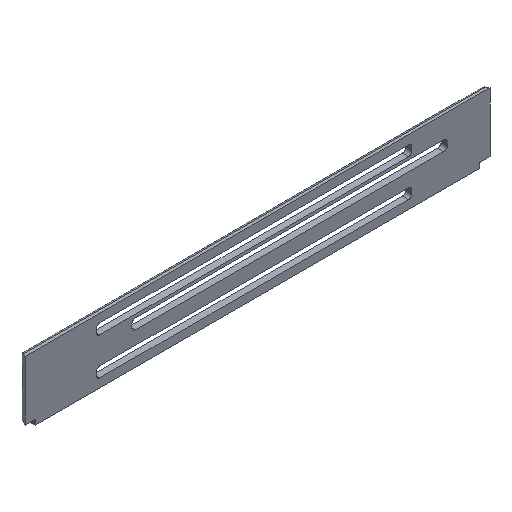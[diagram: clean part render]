
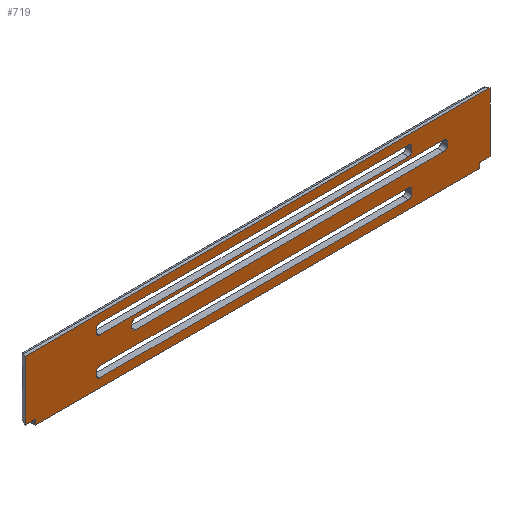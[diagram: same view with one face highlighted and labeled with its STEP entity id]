
A CAD part, isometric view. The second image highlights one B-rep face of the part: STEP entity #719.
In plain terms, the highlighted planar face has unit normal (0, -1, 0).
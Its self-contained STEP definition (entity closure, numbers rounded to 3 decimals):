
#20=FACE_BOUND('',#137,.T.);
#21=FACE_BOUND('',#138,.T.);
#22=FACE_BOUND('',#139,.T.);
#23=CIRCLE('',#737,1.);
#25=CIRCLE('',#741,1.);
#27=CIRCLE('',#745,1.);
#29=CIRCLE('',#749,1.);
#31=CIRCLE('',#753,1.);
#33=CIRCLE('',#757,1.);
#35=CIRCLE('',#761,1.);
#37=CIRCLE('',#765,1.);
#39=CIRCLE('',#769,1.);
#41=CIRCLE('',#773,1.);
#43=CIRCLE('',#777,1.);
#45=CIRCLE('',#781,1.);
#97=FACE_OUTER_BOUND('',#136,.T.);
#136=EDGE_LOOP('',(#627,#628,#629,#630,#631,#632,#633,#634));
#137=EDGE_LOOP('',(#635,#636,#637,#638,#639,#640,#641,#642));
#138=EDGE_LOOP('',(#643,#644,#645,#646,#647,#648,#649,#650));
#139=EDGE_LOOP('',(#651,#652,#653,#654,#655,#656,#657,#658));
#141=LINE('',#1007,#215);
#146=LINE('',#1021,#220);
#150=LINE('',#1033,#224);
#154=LINE('',#1045,#228);
#157=LINE('',#1055,#231);
#162=LINE('',#1069,#236);
#166=LINE('',#1081,#240);
#170=LINE('',#1093,#244);
#173=LINE('',#1103,#247);
#178=LINE('',#1117,#252);
#182=LINE('',#1129,#256);
#186=LINE('',#1141,#260);
#191=LINE('',#1157,#265);
#203=LINE('',#1187,#277);
#206=LINE('',#1193,#280);
#208=LINE('',#1196,#282);
#210=LINE('',#1200,#284);
#211=LINE('',#1202,#285);
#213=LINE('',#1206,#287);
#214=LINE('',#1208,#288);
#215=VECTOR('',#803,10.);
#220=VECTOR('',#816,10.);
#224=VECTOR('',#828,10.);
#228=VECTOR('',#840,10.);
#231=VECTOR('',#851,10.);
#236=VECTOR('',#864,10.);
#240=VECTOR('',#876,10.);
#244=VECTOR('',#888,10.);
#247=VECTOR('',#899,10.);
#252=VECTOR('',#912,10.);
#256=VECTOR('',#924,10.);
#260=VECTOR('',#936,10.);
#265=VECTOR('',#951,10.);
#277=VECTOR('',#977,10.);
#280=VECTOR('',#982,10.);
#282=VECTOR('',#986,10.);
#284=VECTOR('',#990,10.);
#285=VECTOR('',#993,10.);
#287=VECTOR('',#997,10.);
#288=VECTOR('',#1000,10.);
#289=VERTEX_POINT('',#1005);
#290=VERTEX_POINT('',#1006);
#293=VERTEX_POINT('',#1014);
#295=VERTEX_POINT('',#1020);
#297=VERTEX_POINT('',#1026);
#299=VERTEX_POINT('',#1032);
#301=VERTEX_POINT('',#1038);
#303=VERTEX_POINT('',#1044);
#305=VERTEX_POINT('',#1053);
#306=VERTEX_POINT('',#1054);
#309=VERTEX_POINT('',#1062);
#311=VERTEX_POINT('',#1068);
#313=VERTEX_POINT('',#1074);
#315=VERTEX_POINT('',#1080);
#317=VERTEX_POINT('',#1086);
#319=VERTEX_POINT('',#1092);
#321=VERTEX_POINT('',#1101);
#322=VERTEX_POINT('',#1102);
#325=VERTEX_POINT('',#1110);
#327=VERTEX_POINT('',#1116);
#329=VERTEX_POINT('',#1122);
#331=VERTEX_POINT('',#1128);
#333=VERTEX_POINT('',#1134);
#335=VERTEX_POINT('',#1140);
#340=VERTEX_POINT('',#1154);
#341=VERTEX_POINT('',#1156);
#351=VERTEX_POINT('',#1184);
#352=VERTEX_POINT('',#1186);
#353=VERTEX_POINT('',#1190);
#354=VERTEX_POINT('',#1192);
#355=VERTEX_POINT('',#1198);
#356=VERTEX_POINT('',#1204);
#357=EDGE_CURVE('',#289,#290,#141,.T.);
#361=EDGE_CURVE('',#290,#293,#23,.T.);
#364=EDGE_CURVE('',#293,#295,#146,.T.);
#367=EDGE_CURVE('',#295,#297,#25,.T.);
#370=EDGE_CURVE('',#297,#299,#150,.T.);
#373=EDGE_CURVE('',#299,#301,#27,.T.);
#376=EDGE_CURVE('',#301,#303,#154,.T.);
#379=EDGE_CURVE('',#303,#289,#29,.T.);
#381=EDGE_CURVE('',#305,#306,#157,.T.);
#385=EDGE_CURVE('',#306,#309,#31,.T.);
#388=EDGE_CURVE('',#309,#311,#162,.T.);
#391=EDGE_CURVE('',#311,#313,#33,.T.);
#394=EDGE_CURVE('',#313,#315,#166,.T.);
#397=EDGE_CURVE('',#315,#317,#35,.T.);
#400=EDGE_CURVE('',#317,#319,#170,.T.);
#403=EDGE_CURVE('',#319,#305,#37,.T.);
#405=EDGE_CURVE('',#321,#322,#173,.T.);
#409=EDGE_CURVE('',#322,#325,#39,.T.);
#412=EDGE_CURVE('',#325,#327,#178,.T.);
#415=EDGE_CURVE('',#327,#329,#41,.T.);
#418=EDGE_CURVE('',#329,#331,#182,.T.);
#421=EDGE_CURVE('',#331,#333,#43,.T.);
#424=EDGE_CURVE('',#333,#335,#186,.T.);
#427=EDGE_CURVE('',#335,#321,#45,.T.);
#432=EDGE_CURVE('',#341,#340,#191,.T.);
#447=EDGE_CURVE('',#351,#352,#203,.T.);
#450=EDGE_CURVE('',#354,#353,#206,.T.);
#452=EDGE_CURVE('',#341,#353,#208,.T.);
#454=EDGE_CURVE('',#340,#355,#210,.T.);
#455=EDGE_CURVE('',#351,#354,#211,.T.);
#457=EDGE_CURVE('',#355,#356,#213,.T.);
#458=EDGE_CURVE('',#352,#356,#214,.T.);
#627=ORIENTED_EDGE('',*,*,#454,.T.);
#628=ORIENTED_EDGE('',*,*,#457,.T.);
#629=ORIENTED_EDGE('',*,*,#458,.F.);
#630=ORIENTED_EDGE('',*,*,#447,.F.);
#631=ORIENTED_EDGE('',*,*,#455,.T.);
#632=ORIENTED_EDGE('',*,*,#450,.T.);
#633=ORIENTED_EDGE('',*,*,#452,.F.);
#634=ORIENTED_EDGE('',*,*,#432,.T.);
#635=ORIENTED_EDGE('',*,*,#370,.T.);
#636=ORIENTED_EDGE('',*,*,#373,.T.);
#637=ORIENTED_EDGE('',*,*,#376,.T.);
#638=ORIENTED_EDGE('',*,*,#379,.T.);
#639=ORIENTED_EDGE('',*,*,#357,.T.);
#640=ORIENTED_EDGE('',*,*,#361,.T.);
#641=ORIENTED_EDGE('',*,*,#364,.T.);
#642=ORIENTED_EDGE('',*,*,#367,.T.);
#643=ORIENTED_EDGE('',*,*,#394,.T.);
#644=ORIENTED_EDGE('',*,*,#397,.T.);
#645=ORIENTED_EDGE('',*,*,#400,.T.);
#646=ORIENTED_EDGE('',*,*,#403,.T.);
#647=ORIENTED_EDGE('',*,*,#381,.T.);
#648=ORIENTED_EDGE('',*,*,#385,.T.);
#649=ORIENTED_EDGE('',*,*,#388,.T.);
#650=ORIENTED_EDGE('',*,*,#391,.T.);
#651=ORIENTED_EDGE('',*,*,#418,.T.);
#652=ORIENTED_EDGE('',*,*,#421,.T.);
#653=ORIENTED_EDGE('',*,*,#424,.T.);
#654=ORIENTED_EDGE('',*,*,#427,.T.);
#655=ORIENTED_EDGE('',*,*,#405,.T.);
#656=ORIENTED_EDGE('',*,*,#409,.T.);
#657=ORIENTED_EDGE('',*,*,#412,.T.);
#658=ORIENTED_EDGE('',*,*,#415,.T.);
#683=PLANE('',#797);
#719=ADVANCED_FACE('',(#97,#20,#21,#22),#683,.T.);
#737=AXIS2_PLACEMENT_3D('',#1015,#809,#810);
#741=AXIS2_PLACEMENT_3D('',#1027,#821,#822);
#745=AXIS2_PLACEMENT_3D('',#1039,#833,#834);
#749=AXIS2_PLACEMENT_3D('',#1050,#845,#846);
#753=AXIS2_PLACEMENT_3D('',#1063,#857,#858);
#757=AXIS2_PLACEMENT_3D('',#1075,#869,#870);
#761=AXIS2_PLACEMENT_3D('',#1087,#881,#882);
#765=AXIS2_PLACEMENT_3D('',#1098,#893,#894);
#769=AXIS2_PLACEMENT_3D('',#1111,#905,#906);
#773=AXIS2_PLACEMENT_3D('',#1123,#917,#918);
#777=AXIS2_PLACEMENT_3D('',#1135,#929,#930);
#781=AXIS2_PLACEMENT_3D('',#1146,#941,#942);
#797=AXIS2_PLACEMENT_3D('',#1207,#998,#999);
#803=DIRECTION('',(0.,0.,-1.));
#809=DIRECTION('center_axis',(0.,1.,0.));
#810=DIRECTION('ref_axis',(1.,0.,0.));
#816=DIRECTION('',(-1.,0.,0.));
#821=DIRECTION('center_axis',(0.,1.,0.));
#822=DIRECTION('ref_axis',(0.,0.,-1.));
#828=DIRECTION('',(0.,0.,1.));
#833=DIRECTION('center_axis',(0.,1.,0.));
#834=DIRECTION('ref_axis',(-1.,0.,0.));
#840=DIRECTION('',(1.,0.,0.));
#845=DIRECTION('center_axis',(0.,1.,0.));
#846=DIRECTION('ref_axis',(0.,0.,1.));
#851=DIRECTION('',(-1.,0.,0.));
#857=DIRECTION('center_axis',(0.,1.,0.));
#858=DIRECTION('ref_axis',(0.,0.,-1.));
#864=DIRECTION('',(0.,0.,1.));
#869=DIRECTION('center_axis',(0.,1.,0.));
#870=DIRECTION('ref_axis',(-1.,0.,0.));
#876=DIRECTION('',(1.,0.,0.));
#881=DIRECTION('center_axis',(0.,1.,0.));
#882=DIRECTION('ref_axis',(0.,0.,1.));
#888=DIRECTION('',(0.,0.,-1.));
#893=DIRECTION('center_axis',(0.,1.,0.));
#894=DIRECTION('ref_axis',(1.,0.,0.));
#899=DIRECTION('',(0.,0.,-1.));
#905=DIRECTION('center_axis',(0.,1.,0.));
#906=DIRECTION('ref_axis',(1.,0.,0.));
#912=DIRECTION('',(-1.,0.,0.));
#917=DIRECTION('center_axis',(0.,1.,0.));
#918=DIRECTION('ref_axis',(0.,0.,-1.));
#924=DIRECTION('',(0.,0.,1.));
#929=DIRECTION('center_axis',(0.,1.,0.));
#930=DIRECTION('ref_axis',(-1.,0.,0.));
#936=DIRECTION('',(1.,0.,0.));
#941=DIRECTION('center_axis',(0.,1.,0.));
#942=DIRECTION('ref_axis',(0.,0.,1.));
#951=DIRECTION('',(0.,0.,1.));
#977=DIRECTION('',(0.,0.,1.));
#982=DIRECTION('',(0.,0.,-1.));
#986=DIRECTION('',(-1.,0.,0.));
#990=DIRECTION('',(1.,0.,0.));
#993=DIRECTION('',(1.,0.,0.));
#997=DIRECTION('',(0.,0.,1.));
#998=DIRECTION('center_axis',(0.,-1.,0.));
#999=DIRECTION('ref_axis',(1.,0.,0.));
#1000=DIRECTION('',(1.,0.,0.));
#1005=CARTESIAN_POINT('',(113.45,0.,3.05));
#1006=CARTESIAN_POINT('',(113.45,0.,2.05));
#1007=CARTESIAN_POINT('',(113.45,0.,1.025));
#1014=CARTESIAN_POINT('',(112.45,0.,1.05));
#1015=CARTESIAN_POINT('Origin',(112.45,0.,2.05));
#1020=CARTESIAN_POINT('',(21.95,0.,1.05));
#1021=CARTESIAN_POINT('',(10.975,0.,1.05));
#1026=CARTESIAN_POINT('',(20.95,0.,2.05));
#1027=CARTESIAN_POINT('Origin',(21.95,0.,2.05));
#1032=CARTESIAN_POINT('',(20.95,0.,3.05));
#1033=CARTESIAN_POINT('',(20.95,0.,1.525));
#1038=CARTESIAN_POINT('',(21.95,0.,4.05));
#1039=CARTESIAN_POINT('Origin',(21.95,0.,3.05));
#1044=CARTESIAN_POINT('',(112.45,0.,4.05));
#1045=CARTESIAN_POINT('',(56.225,0.,4.05));
#1050=CARTESIAN_POINT('Origin',(112.45,0.,3.05));
#1053=CARTESIAN_POINT('',(122.815,0.,8.05));
#1054=CARTESIAN_POINT('',(32.315,0.,8.05));
#1055=CARTESIAN_POINT('',(16.158,0.,8.05));
#1062=CARTESIAN_POINT('',(31.315,0.,9.05));
#1063=CARTESIAN_POINT('Origin',(32.315,0.,9.05));
#1068=CARTESIAN_POINT('',(31.315,0.,10.05));
#1069=CARTESIAN_POINT('',(31.315,0.,5.025));
#1074=CARTESIAN_POINT('',(32.315,0.,11.05));
#1075=CARTESIAN_POINT('Origin',(32.315,0.,10.05));
#1080=CARTESIAN_POINT('',(122.815,0.,11.05));
#1081=CARTESIAN_POINT('',(61.408,0.,11.05));
#1086=CARTESIAN_POINT('',(123.815,0.,10.05));
#1087=CARTESIAN_POINT('Origin',(122.815,0.,10.05));
#1092=CARTESIAN_POINT('',(123.815,0.,9.05));
#1093=CARTESIAN_POINT('',(123.815,0.,4.525));
#1098=CARTESIAN_POINT('Origin',(122.815,0.,9.05));
#1101=CARTESIAN_POINT('',(113.45,0.,13.95));
#1102=CARTESIAN_POINT('',(113.45,0.,12.95));
#1103=CARTESIAN_POINT('',(113.45,0.,6.475));
#1110=CARTESIAN_POINT('',(112.45,0.,11.95));
#1111=CARTESIAN_POINT('Origin',(112.45,0.,12.95));
#1116=CARTESIAN_POINT('',(21.95,0.,11.95));
#1117=CARTESIAN_POINT('',(10.975,0.,11.95));
#1122=CARTESIAN_POINT('',(20.95,0.,12.95));
#1123=CARTESIAN_POINT('Origin',(21.95,0.,12.95));
#1128=CARTESIAN_POINT('',(20.95,0.,13.95));
#1129=CARTESIAN_POINT('',(20.95,0.,6.975));
#1134=CARTESIAN_POINT('',(21.95,0.,14.95));
#1135=CARTESIAN_POINT('Origin',(21.95,0.,13.95));
#1140=CARTESIAN_POINT('',(112.45,0.,14.95));
#1141=CARTESIAN_POINT('',(56.225,0.,14.95));
#1146=CARTESIAN_POINT('Origin',(112.45,0.,13.95));
#1154=CARTESIAN_POINT('',(133.365,0.,0.));
#1156=CARTESIAN_POINT('',(133.365,0.,-1.5));
#1157=CARTESIAN_POINT('',(133.365,0.,0.));
#1184=CARTESIAN_POINT('',(0.,0.,0.));
#1186=CARTESIAN_POINT('',(0.,0.,17.5));
#1187=CARTESIAN_POINT('',(0.,0.,0.));
#1190=CARTESIAN_POINT('',(3.,0.,-1.5));
#1192=CARTESIAN_POINT('',(3.,0.,0.));
#1193=CARTESIAN_POINT('',(3.,0.,0.));
#1196=CARTESIAN_POINT('',(3.,0.,-1.5));
#1198=CARTESIAN_POINT('',(136.365,0.,0.));
#1200=CARTESIAN_POINT('',(0.,0.,0.));
#1202=CARTESIAN_POINT('',(0.,0.,0.));
#1204=CARTESIAN_POINT('',(136.365,0.,17.5));
#1206=CARTESIAN_POINT('',(136.365,0.,0.));
#1207=CARTESIAN_POINT('Origin',(0.,0.,0.));
#1208=CARTESIAN_POINT('',(0.,0.,17.5));
